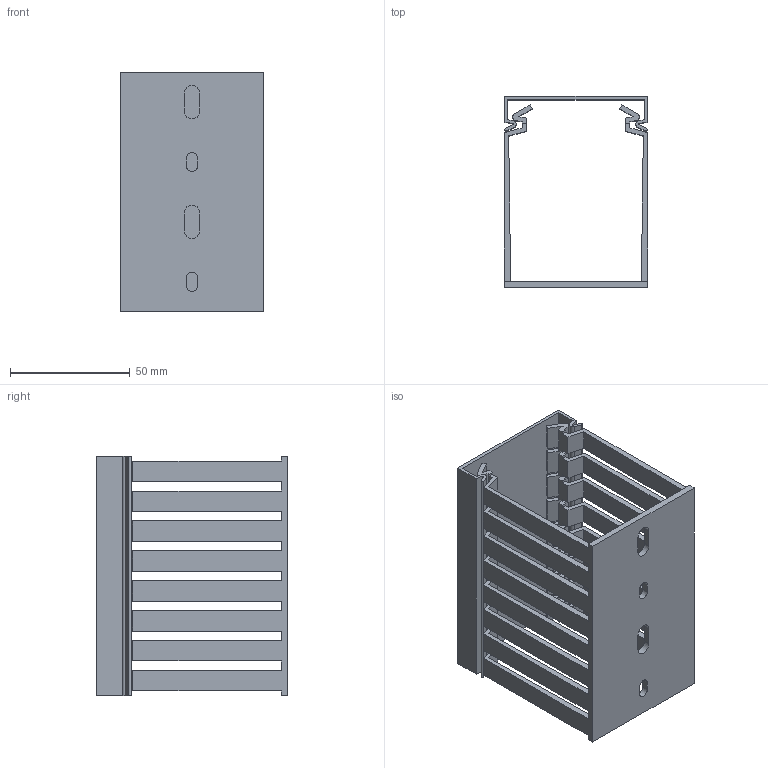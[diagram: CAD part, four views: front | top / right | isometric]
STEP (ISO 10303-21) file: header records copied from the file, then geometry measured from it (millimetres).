
FILE_DESCRIPTION((''),'2;1');
FILE_NAME('BA780060_ASM','2022-04-06T09:11:05',('simony'),(''),'CREO PARAMETRIC BY PTC INC, 2021304','CREO PARAMETRIC BY PTC INC, 2021304','');
FILE_SCHEMA(('AUTOMOTIVE_DESIGN { 1 0 10303 214 1 1 1 1 }'));
Length unit declared in the file: millimetre
Products named in the file (3): PROXY_01426-M; PROXY_01409-M; BA780060_ASM
Assembly tree (2 placements, depth 2):
  BA780060_ASM
    PROXY_01426-M
    PROXY_01409-M
Bounding box: 60 x 80 x 100 mm (x, y, z)
Volume: 54695.6 mm3; surface area: 62119.6 mm2
Topology: 2 solids, 2 shells, 316 faces, 936 edges, 624 vertices
Faces by surface type: plane 286, cylinder 30
Entity records: 10774 total; most frequent: CARTESIAN_POINT 1888, ORIENTED_EDGE 1872, DIRECTION 1638, EDGE_CURVE 936, VECTOR 876, LINE 876, VERTEX_POINT 624, AXIS2_PLACEMENT_3D 381
